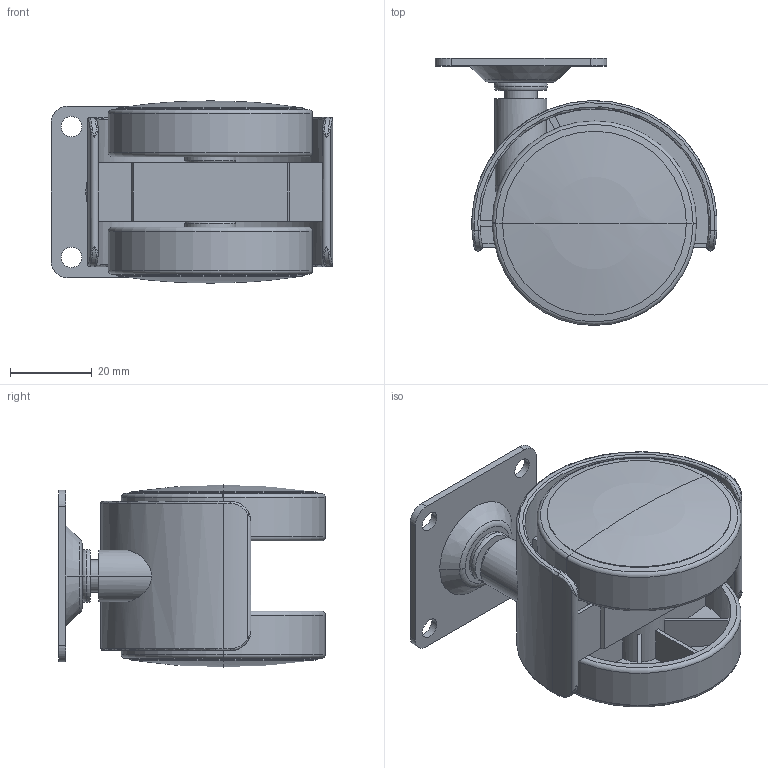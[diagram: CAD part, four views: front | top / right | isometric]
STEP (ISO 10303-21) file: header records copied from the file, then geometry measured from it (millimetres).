
FILE_DESCRIPTION(('STEP AP203'),'1');
FILE_NAME('f75_050_pl.stp','2023-07-13T10:03:49',('TraceParts'),('TraceParts S.A.'),'Spatial InterOp 3D',' ',' ');
FILE_SCHEMA(('CONFIG_CONTROL_DESIGN'));
Length unit declared in the file: millimetre
Products named in the file (1): 1
Bounding box: 69 x 65.3 x 44.6 mm (x, y, z)
Volume: 40788.4 mm3; surface area: 40902.6 mm2
Topology: 6 solids, 6 shells, 530 faces, 1294 edges, 776 vertices
Faces by surface type: plane 247, cylinder 93, torus 58, cone 54, extrusion 32, sphere 30, bspline 16
Entity records: 16887 total; most frequent: CARTESIAN_POINT 4260, DIRECTION 2759, ORIENTED_EDGE 2568, EDGE_CURVE 1284, AXIS2_PLACEMENT_3D 1059, VERTEX_POINT 776, VECTOR 641, LINE 609
